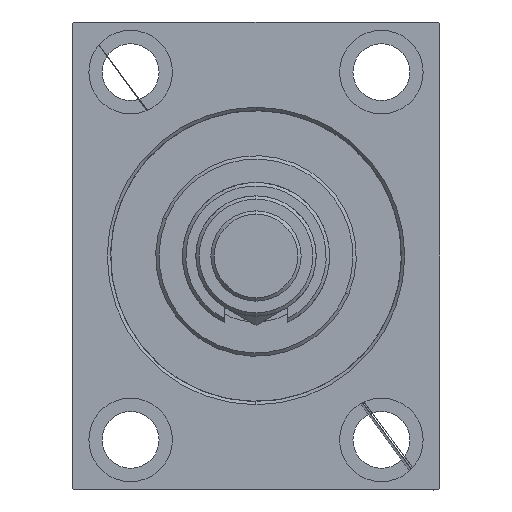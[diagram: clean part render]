
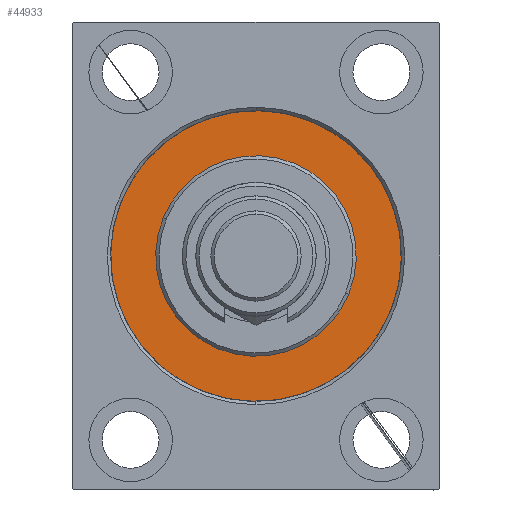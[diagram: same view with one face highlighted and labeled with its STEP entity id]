
A CAD part, left-side view. The second image highlights one B-rep face of the part: STEP entity #44933.
In plain terms, the highlighted face is planar.
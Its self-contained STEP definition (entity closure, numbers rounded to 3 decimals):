
#332 = VERTEX_POINT ( 'NONE', #40353 ) ;
#1820 = CIRCLE ( 'NONE', #35712, 30. ) ;
#3870 = CARTESIAN_POINT ( 'NONE',  ( 0., 0., 0. ) ) ;
#4418 = CARTESIAN_POINT ( 'NONE',  ( 0., 0., 0. ) ) ;
#4538 = CIRCLE ( 'NONE', #30887, 43.5 ) ;
#6296 = EDGE_LOOP ( 'NONE', ( #40220, #39396 ) ) ;
#6412 = DIRECTION ( 'NONE',  ( 1., 0., 0. ) ) ;
#6966 = ORIENTED_EDGE ( 'NONE', *, *, #9337, .F. ) ;
#8028 = AXIS2_PLACEMENT_3D ( 'NONE', #29151, #32934, #11214 ) ;
#9326 = ORIENTED_EDGE ( 'NONE', *, *, #11411, .F. ) ;
#9337 = EDGE_CURVE ( 'NONE', #332, #10308, #10617, .T. ) ;
#10308 = VERTEX_POINT ( 'NONE', #22303 ) ;
#10457 = DIRECTION ( 'NONE',  ( 0., 0., 1. ) ) ;
#10617 = CIRCLE ( 'NONE', #43047, 43.5 ) ;
#10979 = PLANE ( 'NONE',  #8028 ) ;
#11214 = DIRECTION ( 'NONE',  ( 0., 0., 1. ) ) ;
#11411 = EDGE_CURVE ( 'NONE', #10308, #332, #4538, .T. ) ;
#18550 = FACE_BOUND ( 'NONE', #6296, .T. ) ;
#18815 = DIRECTION ( 'NONE',  ( 1., 0., 0. ) ) ;
#18884 = CARTESIAN_POINT ( 'NONE',  ( 0., 0., -30. ) ) ;
#19003 = CARTESIAN_POINT ( 'NONE',  ( 0., 0., 0. ) ) ;
#20809 = DIRECTION ( 'NONE',  ( 0., 0., -1. ) ) ;
#22303 = CARTESIAN_POINT ( 'NONE',  ( 0., 0., 43.5 ) ) ;
#25161 = FACE_OUTER_BOUND ( 'NONE', #46605, .T. ) ;
#28951 = CARTESIAN_POINT ( 'NONE',  ( 0., 0., 30. ) ) ;
#29151 = CARTESIAN_POINT ( 'NONE',  ( 0., 0., 0. ) ) ;
#30518 = VERTEX_POINT ( 'NONE', #18884 ) ;
#30887 = AXIS2_PLACEMENT_3D ( 'NONE', #3870, #42811, #10457 ) ;
#32934 = DIRECTION ( 'NONE',  ( -1., 0., 0. ) ) ;
#33203 = DIRECTION ( 'NONE',  ( 0., 0., -1. ) ) ;
#33381 = DIRECTION ( 'NONE',  ( 0., 0., 1. ) ) ;
#33479 = AXIS2_PLACEMENT_3D ( 'NONE', #4418, #18815, #33203 ) ;
#35712 = AXIS2_PLACEMENT_3D ( 'NONE', #46539, #6412, #20809 ) ;
#36914 = DIRECTION ( 'NONE',  ( -1., 0., 0. ) ) ;
#39396 = ORIENTED_EDGE ( 'NONE', *, *, #41463, .F. ) ;
#39696 = VERTEX_POINT ( 'NONE', #28951 ) ;
#40220 = ORIENTED_EDGE ( 'NONE', *, *, #42074, .F. ) ;
#40353 = CARTESIAN_POINT ( 'NONE',  ( 0., 0., -43.5 ) ) ;
#41463 = EDGE_CURVE ( 'NONE', #30518, #39696, #1820, .T. ) ;
#42074 = EDGE_CURVE ( 'NONE', #39696, #30518, #44070, .T. ) ;
#42811 = DIRECTION ( 'NONE',  ( -1., 0., 0. ) ) ;
#43047 = AXIS2_PLACEMENT_3D ( 'NONE', #19003, #36914, #33381 ) ;
#44070 = CIRCLE ( 'NONE', #33479, 30. ) ;
#44933 = ADVANCED_FACE ( 'NONE', ( #18550, #25161 ), #10979, .F. ) ;
#46539 = CARTESIAN_POINT ( 'NONE',  ( 0., 0., 0. ) ) ;
#46605 = EDGE_LOOP ( 'NONE', ( #6966, #9326 ) ) ;
